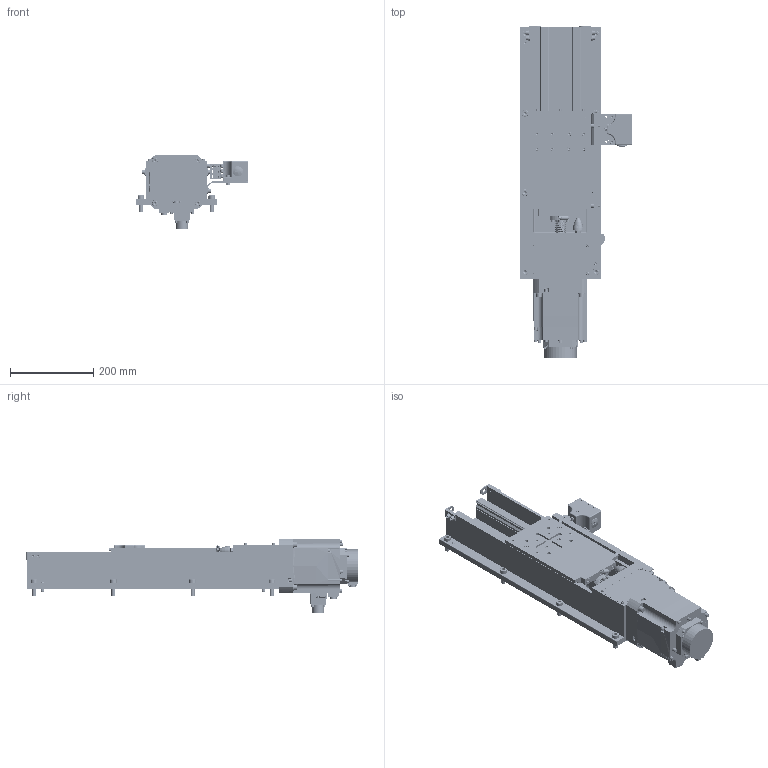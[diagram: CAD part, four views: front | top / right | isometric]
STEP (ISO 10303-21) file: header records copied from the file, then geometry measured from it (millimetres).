
FILE_DESCRIPTION(/* description */ (''),/* implementation_level */ '2;1');
FILE_NAME(/* name */ 'CA-16_Standard',/* time_stamp */ '2023-09-18T11:00:53+02:00',/* author */ ('Jon'),/* organization */ ('Erlo'),/* preprocessor_version */ 'ST-DEVELOPER v18.102',/* originating_system */ 'Solid Edge',/* authorisation */ 'Unknown');
FILE_SCHEMA (('AUTOMOTIVE_DESIGN {1 0 10303 214 3 1 1}'));
Products named in the file (1): CA-16_Standard
Bounding box: 270 x 796 x 177.49 mm (x, y, z)
Volume: 7930568.1 mm3; surface area: 1089490.3 mm2
Topology: 1 solids, 114 shells, 3823 faces, 9429 edges, 6074 vertices
Faces by surface type: plane 2240, cylinder 916, cone 353, torus 240, sphere 42, bspline 32
Full cylindrical faces by diameter (mm): 0.5 x2, 1 x4, 2.113 x4, 2.5 x1, 2.6 x4, 3 x16, 3.242 x7, 4 x10, 4.134 x20, 4.394 x8, 4.5 x13, 4.6 x3, 4.7 x4, 4.917 x44, 5 x8, 5.3 x4, 5.5 x26, 5.6 x4, 5.9 x12, 6 x97, 6.4 x8, 6.5 x24, 6.6 x14, 6.647 x8, 6.667 x2, 7 x19, 7.2 x6, 7.5 x4, 7.6 x8, 8 x24
Entity records: 144675 total; most frequent: CARTESIAN_POINT 34871, DIRECTION 16952, ORIENTED_EDGE 15452, EDGE_CURVE 7726, AXIS2_PLACEMENT_3D 6303, VERTEX_POINT 5616, FACE_BOUND 5550, EDGE_LOOP 5421
